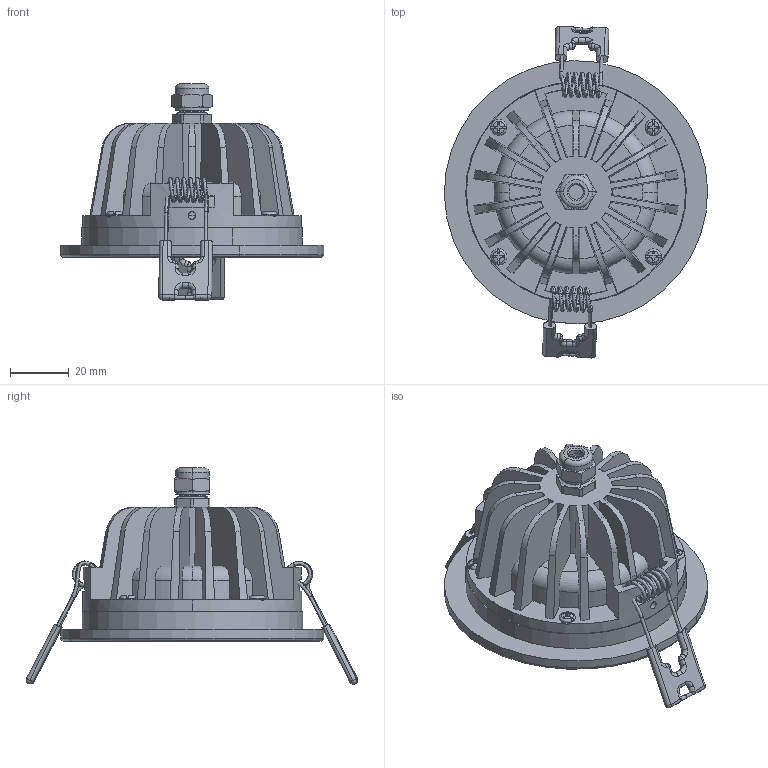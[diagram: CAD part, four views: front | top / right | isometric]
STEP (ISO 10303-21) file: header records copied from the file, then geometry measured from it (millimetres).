
FILE_DESCRIPTION(('CATIA V5 STEP Exchange'),'2;1');
FILE_NAME('AJ-A010.stp','2023-08-02T06:01:11+00:00',('none'),('none'),'CATIA Version 5-6 Release 2018','CATIA V5 STEP AP203','none');
FILE_SCHEMA(('CONFIG_CONTROL_DESIGN'));
Length unit declared in the file: millimetre
Products named in the file (2): 天花灯装配图; M8防水螺母
Assembly tree (18 placements, depth 3):
  天花灯装配图
    #57
    #3040
    #3144
    #3952  x2
    M8防水螺母
      #9396
      #10288
      #12605
    #12977  x4
    #19241  x3
    #24249
    #33043
Bounding box: 89.48 x 112.84 x 73.43 mm (x, y, z)
Volume: 77066.3 mm3; surface area: 67460.3 mm2
Topology: 32 solids, 36 shells, 1295 faces, 3554 edges, 2330 vertices
Faces by surface type: cylinder 592, plane 375, torus 104, bspline 102, cone 72, sphere 38, extrusion 12
Entity records: 33141 total; most frequent: CARTESIAN_POINT 16113, ORIENTED_EDGE 4200, DIRECTION 2343, EDGE_CURVE 2100, VERTEX_POINT 1390, AXIS2_PLACEMENT_3D 1193, EDGE_LOOP 824, ADVANCED_FACE 778
